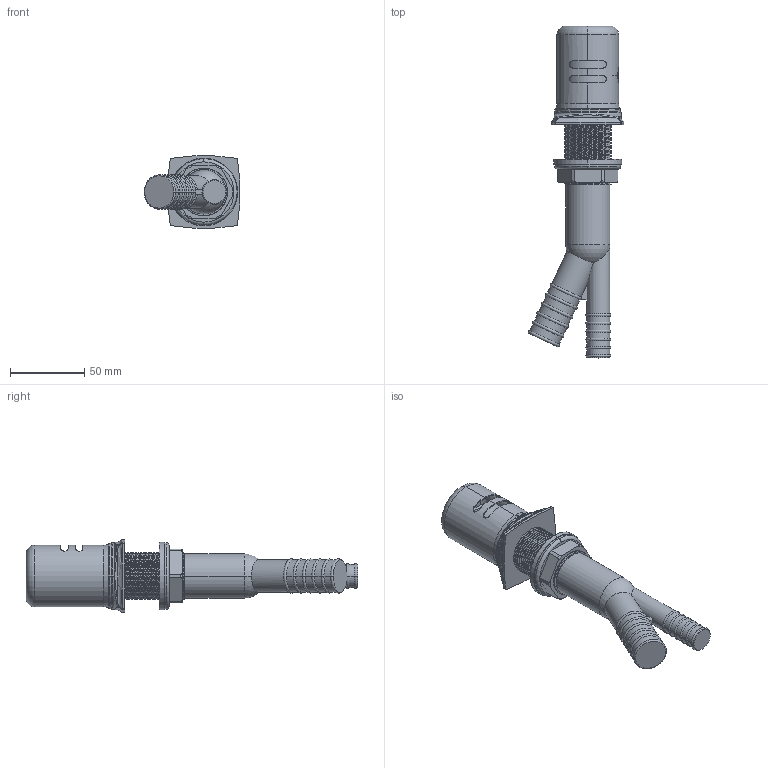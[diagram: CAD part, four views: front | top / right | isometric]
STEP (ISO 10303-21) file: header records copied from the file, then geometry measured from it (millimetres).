
FILE_DESCRIPTION((''),'2;1');
FILE_NAME('3160-5711','2021-10-04T14:54:15',('rsmith'),(''),'CREO PARAMETRIC BY PTC INC, 2018400','CREO PARAMETRIC BY PTC INC, 2018400','');
FILE_SCHEMA(('AUTOMOTIVE_DESIGN { 1 0 10303 214 1 1 1 1 }'));
Length unit declared in the file: inch
Products named in the file (1): 3160-5711
Bounding box: 64.49 x 223.58 x 48.61 mm (x, y, z)
Volume: 165748.5 mm3; surface area: 51662.7 mm2
Topology: 2 solids, 2 shells, 331 faces, 825 edges, 507 vertices
Faces by surface type: cylinder 138, plane 66, bspline 66, torus 45, sphere 10, cone 6
Entity records: 30052 total; most frequent: CARTESIAN_POINT 18741, ORIENTED_EDGE 1650, DIRECTION 1325, PRESENTATION_STYLE_ASSIGNMENT 1019, STYLED_ITEM 906, CURVE_STYLE 825, EDGE_CURVE 825, AXIS2_PLACEMENT_3D 525
